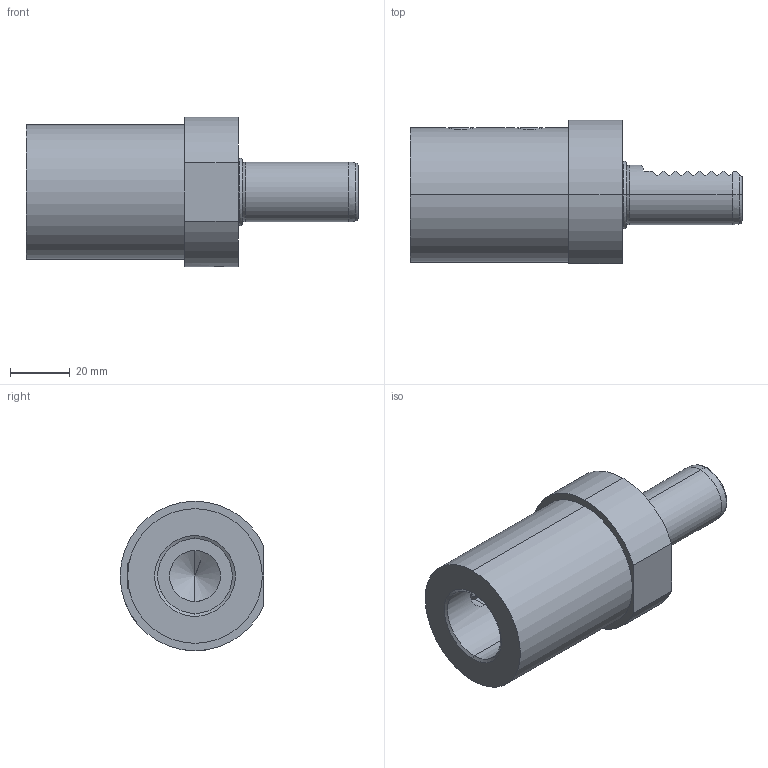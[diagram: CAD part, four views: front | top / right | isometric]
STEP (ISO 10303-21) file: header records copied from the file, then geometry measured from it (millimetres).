
FILE_DESCRIPTION (( 'STEP AP203' ), '1' );
FILE_NAME ('STEP.STEP', '2020-05-11T05:18:16', ( '' ), ( '' ), 'SwSTEP 2.0', 'SolidWorks 2017', '' );
FILE_SCHEMA (( 'CONFIG_CONTROL_DESIGN' ));
Length unit declared in the file: inch
Products named in the file (1): STEP
Bounding box: 111 x 48 x 50 mm (x, y, z)
Volume: 96935.1 mm3; surface area: 24951 mm2
Topology: 6 solids, 6 shells, 174 faces, 419 edges, 257 vertices
Faces by surface type: plane 72, cylinder 53, cone 33, torus 13, sphere 3
Entity records: 5763 total; most frequent: CARTESIAN_POINT 1756, ORIENTED_EDGE 822, DIRECTION 811, EDGE_CURVE 411, AXIS2_PLACEMENT_3D 305, VERTEX_POINT 256, VECTOR 201, LINE 201
